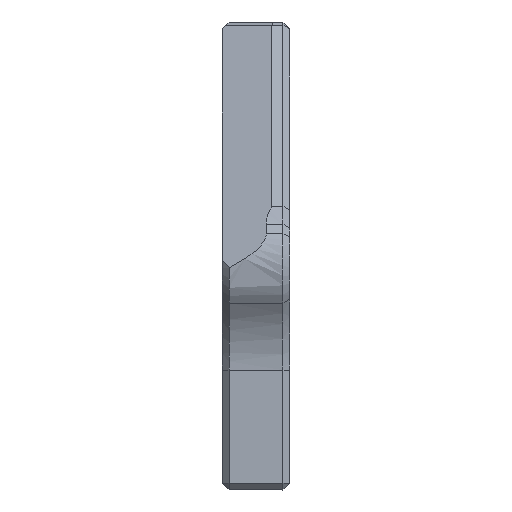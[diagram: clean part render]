
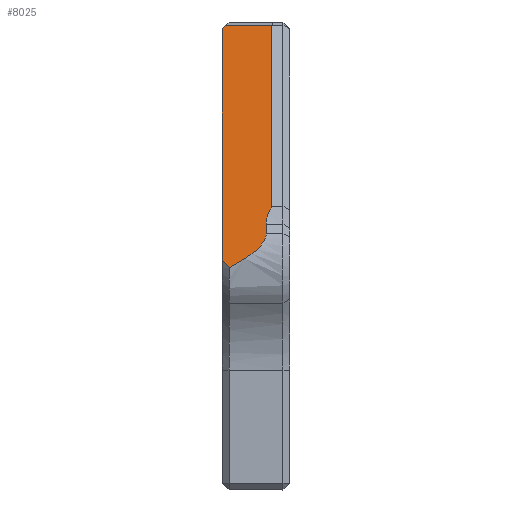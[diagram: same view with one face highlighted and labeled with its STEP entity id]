
A CAD part, left-side view. The second image highlights one B-rep face of the part: STEP entity #8025.
In plain terms, the highlighted planar face has unit normal (-0.801, 0.275, 0.532).
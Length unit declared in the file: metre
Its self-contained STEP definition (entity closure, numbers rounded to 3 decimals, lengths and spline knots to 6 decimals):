
#489=B_SPLINE_CURVE_WITH_KNOTS('',3,(#11846,#11847,#11848,#11849,#11850,
#11851),.UNSPECIFIED.,.F.,.F.,(4,1,1,4),(0.000472,0.002071,
0.002871,0.00367),.UNSPECIFIED.);
#493=B_SPLINE_CURVE_WITH_KNOTS('',3,(#11878,#11879,#11880,#11881),
 .UNSPECIFIED.,.F.,.F.,(4,4),(0.,0.00127),.UNSPECIFIED.);
#510=B_SPLINE_CURVE_WITH_KNOTS('',3,(#12078,#12079,#12080,#12081),
 .UNSPECIFIED.,.F.,.F.,(4,4),(0.,1.),.UNSPECIFIED.);
#1122=ORIENTED_EDGE('',*,*,#3553,.T.);
#1123=ORIENTED_EDGE('',*,*,#3554,.T.);
#1124=ORIENTED_EDGE('',*,*,#3415,.T.);
#1125=ORIENTED_EDGE('',*,*,#3555,.T.);
#1126=ORIENTED_EDGE('',*,*,#3502,.T.);
#1127=ORIENTED_EDGE('',*,*,#3506,.T.);
#1128=ORIENTED_EDGE('',*,*,#3508,.T.);
#1129=ORIENTED_EDGE('',*,*,#3496,.T.);
#3415=EDGE_CURVE('',#4638,#4639,#5295,.T.);
#3496=EDGE_CURVE('',#4720,#4719,#5329,.T.);
#3502=EDGE_CURVE('',#4726,#4725,#489,.T.);
#3506=EDGE_CURVE('',#4725,#4728,#5332,.T.);
#3508=EDGE_CURVE('',#4728,#4720,#493,.T.);
#3553=EDGE_CURVE('',#4719,#4764,#5347,.T.);
#3554=EDGE_CURVE('',#4764,#4638,#5348,.F.);
#3555=EDGE_CURVE('',#4639,#4726,#510,.T.);
#4638=VERTEX_POINT('',#11602);
#4639=VERTEX_POINT('',#11603);
#4719=VERTEX_POINT('',#11810);
#4720=VERTEX_POINT('',#11812);
#4725=VERTEX_POINT('',#11845);
#4726=VERTEX_POINT('',#11852);
#4728=VERTEX_POINT('',#11864);
#4764=VERTEX_POINT('',#12076);
#5295=LINE('',#11601,#6075);
#5329=LINE('',#11811,#6109);
#5332=LINE('',#11865,#6112);
#5347=LINE('',#12075,#6127);
#5348=LINE('',#12077,#6128);
#6075=VECTOR('',#9212,1.);
#6109=VECTOR('',#9322,1.);
#6112=VECTOR('',#9327,1.);
#6127=VECTOR('',#9396,1.);
#6128=VECTOR('',#9397,1.);
#6759=EDGE_LOOP('',(#1122,#1123,#1124,#1125,#1126,#1127,#1128,#1129));
#7288=FACE_BOUND('',#6759,.T.);
#7766=PLANE('',#8589);
#8025=ADVANCED_FACE('',(#7288),#7766,.T.);
#8589=AXIS2_PLACEMENT_3D('',#12074,#9394,#9395);
#9212=DIRECTION('',(-0.554,0.,-0.833));
#9322=DIRECTION('',(0.554,0.,0.833));
#9327=DIRECTION('',(0.554,0.,0.833));
#9394=DIRECTION('',(-0.801,0.275,0.532));
#9395=DIRECTION('',(-0.229,-0.961,0.152));
#9396=DIRECTION('',(0.325,0.946,0.));
#9397=DIRECTION('',(0.222,-0.69,0.69));
#11601=CARTESIAN_POINT('',(-0.025635,0.,-0.003481));
#11602=CARTESIAN_POINT('',(-0.015744,0.,0.011393));
#11603=CARTESIAN_POINT('',(-0.02488,0.,-0.002346));
#11810=CARTESIAN_POINT('',(-0.016614,-0.002945,0.011606));
#11811=CARTESIAN_POINT('',(-0.023762,-0.002945,0.000856));
#11812=CARTESIAN_POINT('',(-0.023762,-0.002945,0.000856));
#11845=CARTESIAN_POINT('',(-0.024706,-0.002601,-0.000742));
#11846=CARTESIAN_POINT('',(-0.025299,-0.0004,-0.002771));
#11847=CARTESIAN_POINT('',(-0.025304,-0.000877,-0.002531));
#11848=CARTESIAN_POINT('',(-0.025279,-0.001578,-0.002131));
#11849=CARTESIAN_POINT('',(-0.025083,-0.002371,-0.001428));
#11850=CARTESIAN_POINT('',(-0.024856,-0.002601,-0.000968));
#11851=CARTESIAN_POINT('',(-0.024706,-0.002601,-0.000742));
#11852=CARTESIAN_POINT('',(-0.0253,-0.0004,-0.002771));
#11864=CARTESIAN_POINT('',(-0.024345,-0.002601,-0.000198));
#11865=CARTESIAN_POINT('',(-0.024706,-0.002601,-0.000742));
#11878=CARTESIAN_POINT('',(-0.024345,-0.002601,-0.000198));
#11879=CARTESIAN_POINT('',(-0.02411,-0.0026,0.000155));
#11880=CARTESIAN_POINT('',(-0.023913,-0.002735,0.00052));
#11881=CARTESIAN_POINT('',(-0.023762,-0.002945,0.000856));
#12074=CARTESIAN_POINT('',(-0.021642,-0.015987,0.010779));
#12075=CARTESIAN_POINT('',(-0.01559,0.000038,0.011606));
#12076=CARTESIAN_POINT('',(-0.015676,-0.000213,0.011606));
#12077=CARTESIAN_POINT('',(-0.013684,-0.006407,0.0178));
#12078=CARTESIAN_POINT('',(-0.02488,0.,-0.002346));
#12079=CARTESIAN_POINT('',(-0.025005,-0.000109,-0.002479));
#12080=CARTESIAN_POINT('',(-0.025146,-0.000243,-0.002621));
#12081=CARTESIAN_POINT('',(-0.0253,-0.0004,-0.002771));
